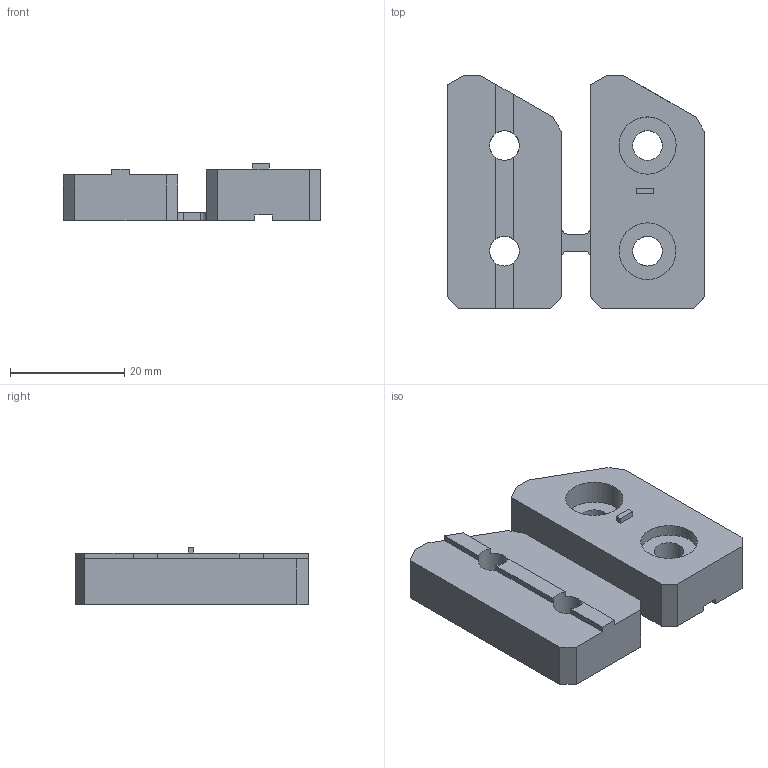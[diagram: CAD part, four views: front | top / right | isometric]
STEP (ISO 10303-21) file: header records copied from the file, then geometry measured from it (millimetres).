
FILE_DESCRIPTION(/* description */ ('front_idler_left_top_V5.6'),/* implementation_level */ '2;1');
FILE_NAME(/* name */ 'Front left top V1.step',/* time_stamp */ '2024-10-10T15:58:42+08:00',/* author */ (''),/* organization */ (''),/* preprocessor_version */ 'ST-DEVELOPER v20',/* originating_system */ 'Autodesk Translation Framework v13.20.0.188',/* authorisation */ '');
FILE_SCHEMA (('AUTOMOTIVE_DESIGN { 1 0 10303 214 3 1 1 }'));
Length unit declared in the file: metre
Products named in the file (1): front_idler_left_top_V5.6
Bounding box: 45 x 40.68 x 10 mm (x, y, z)
Volume: 11669.4 mm3; surface area: 5526.1 mm2
Topology: 1 solids, 1 shells, 61 faces, 180 edges, 120 vertices
Faces by surface type: plane 51, cylinder 10
Full cylindrical faces by diameter (mm): 5.2 x4, 9.9 x1, 10 x1
Entity records: 2086 total; most frequent: CARTESIAN_POINT 362, ORIENTED_EDGE 360, DIRECTION 340, EDGE_CURVE 180, LINE 144, VECTOR 144, VERTEX_POINT 120, AXIS2_PLACEMENT_3D 98
